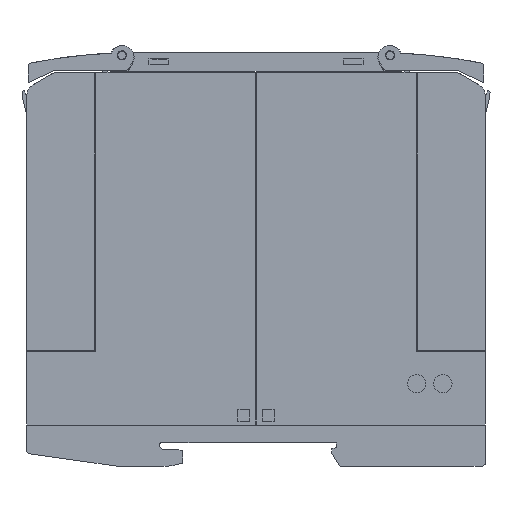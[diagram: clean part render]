
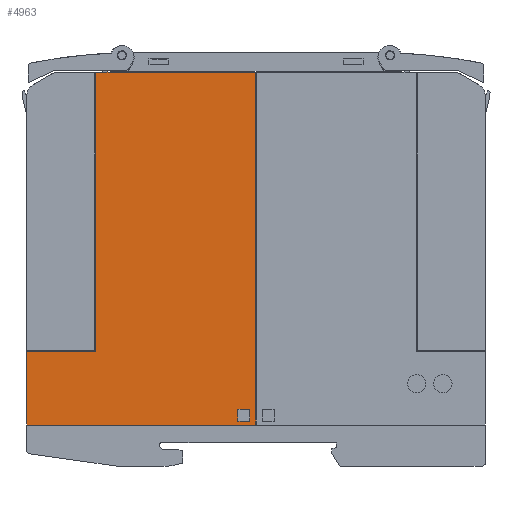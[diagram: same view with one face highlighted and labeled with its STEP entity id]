
A CAD part, left-side view. The second image highlights one B-rep face of the part: STEP entity #4963.
In plain terms, the highlighted planar face has unit normal (-1, 0, 0).
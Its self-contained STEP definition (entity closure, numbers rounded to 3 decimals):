
#4963=ADVANCED_FACE('',(#10105,#10106),#10107,.T.);
#10105=FACE_OUTER_BOUND('',#15286,.T.);
#10106=FACE_BOUND('',#15287,.T.);
#10107=PLANE('',#15288);
#15286=EDGE_LOOP('',(#31013,#31014,#31015,#31016,#31017,#31018));
#15287=EDGE_LOOP('',(#31019,#31020,#31021,#31022));
#15288=AXIS2_PLACEMENT_3D('',#31023,#31024,#31025);
#31013=ORIENTED_EDGE('',*,*,#32236,.T.);
#31014=ORIENTED_EDGE('',*,*,#37598,.F.);
#31015=ORIENTED_EDGE('',*,*,#37584,.T.);
#31016=ORIENTED_EDGE('',*,*,#37605,.T.);
#31017=ORIENTED_EDGE('',*,*,#37608,.T.);
#31018=ORIENTED_EDGE('',*,*,#32257,.T.);
#31019=ORIENTED_EDGE('',*,*,#37590,.T.);
#31020=ORIENTED_EDGE('',*,*,#37569,.T.);
#31021=ORIENTED_EDGE('',*,*,#37577,.T.);
#31022=ORIENTED_EDGE('',*,*,#37594,.T.);
#31023=CARTESIAN_POINT('',(0.0,75.949,9.001));
#31024=DIRECTION('',(-1.0,0.0,0.0));
#31025=DIRECTION('',(0.0,1.0,0.0));
#32236=EDGE_CURVE('',#39028,#39025,#39029,.T.);
#32257=EDGE_CURVE('',#39068,#39028,#39069,.T.);
#37569=EDGE_CURVE('',#46909,#46907,#46910,.T.);
#37577=EDGE_CURVE('',#46907,#46918,#46920,.T.);
#37584=EDGE_CURVE('',#46932,#46930,#46933,.T.);
#37590=EDGE_CURVE('',#46942,#46909,#46943,.T.);
#37594=EDGE_CURVE('',#46918,#46942,#46947,.T.);
#37598=EDGE_CURVE('',#46932,#39025,#46951,.T.);
#37605=EDGE_CURVE('',#46930,#46959,#46961,.T.);
#37608=EDGE_CURVE('',#46959,#39068,#46964,.T.);
#39025=VERTEX_POINT('',#49457);
#39028=VERTEX_POINT('',#49461);
#39029=LINE('',#49462,#49463);
#39068=VERTEX_POINT('',#49521);
#39069=LINE('',#49522,#49523);
#46907=VERTEX_POINT('',#61242);
#46909=VERTEX_POINT('',#61245);
#46910=LINE('',#61246,#61247);
#46918=VERTEX_POINT('',#61259);
#46920=LINE('',#61262,#61263);
#46930=VERTEX_POINT('',#61277);
#46932=VERTEX_POINT('',#61280);
#46933=LINE('',#61281,#61282);
#46942=VERTEX_POINT('',#61295);
#46943=LINE('',#61296,#61297);
#46947=LINE('',#61303,#61304);
#46951=LINE('',#61309,#61310);
#46959=VERTEX_POINT('',#61321);
#46961=LINE('',#61324,#61325);
#46964=LINE('',#61329,#61330);
#49457=CARTESIAN_POINT('',(0.0,100.899,25.101));
#49461=CARTESIAN_POINT('',(0.0,85.799,25.101));
#49462=CARTESIAN_POINT('',(0.0,84.674,25.101));
#49463=VECTOR('',#62510,1.0);
#49521=CARTESIAN_POINT('',(0.0,85.799,85.801));
#49522=CARTESIAN_POINT('',(0.0,85.799,32.226));
#49523=VECTOR('',#62530,1.0);
#61242=CARTESIAN_POINT('',(0.0,54.899,9.801));
#61245=CARTESIAN_POINT('',(0.0,52.299,9.801));
#61246=CARTESIAN_POINT('',(0.0,64.774,9.801));
#61247=VECTOR('',#67492,1.0);
#61259=CARTESIAN_POINT('',(0.0,54.899,12.401));
#61262=CARTESIAN_POINT('',(0.0,54.899,10.051));
#61263=VECTOR('',#67498,1.0);
#61277=CARTESIAN_POINT('',(0.0,50.999,9.001));
#61280=CARTESIAN_POINT('',(0.0,100.899,9.001));
#61281=CARTESIAN_POINT('',(0.0,100.899,9.001));
#61282=VECTOR('',#67504,1.0);
#61295=CARTESIAN_POINT('',(0.0,52.299,12.401));
#61296=CARTESIAN_POINT('',(0.0,52.299,10.051));
#61297=VECTOR('',#67509,1.0);
#61303=CARTESIAN_POINT('',(0.0,64.774,12.401));
#61304=VECTOR('',#67512,1.0);
#61309=CARTESIAN_POINT('',(0.0,100.899,9.001));
#61310=VECTOR('',#67514,1.0);
#61321=CARTESIAN_POINT('',(0.0,50.999,85.801));
#61324=CARTESIAN_POINT('',(0.0,50.999,9.001));
#61325=VECTOR('',#67519,1.0);
#61329=CARTESIAN_POINT('',(0.0,100.899,85.801));
#61330=VECTOR('',#67521,1.0);
#62510=DIRECTION('',(0.0,1.0,0.0));
#62530=DIRECTION('',(0.0,0.0,-1.0));
#67492=DIRECTION('',(0.0,1.0,0.0));
#67498=DIRECTION('',(0.0,0.0,1.0));
#67504=DIRECTION('',(0.0,-1.0,0.0));
#67509=DIRECTION('',(0.0,0.0,-1.0));
#67512=DIRECTION('',(0.0,-1.0,0.0));
#67514=DIRECTION('',(0.0,0.0,1.0));
#67519=DIRECTION('',(0.0,0.0,1.0));
#67521=DIRECTION('',(0.0,1.0,0.0));
